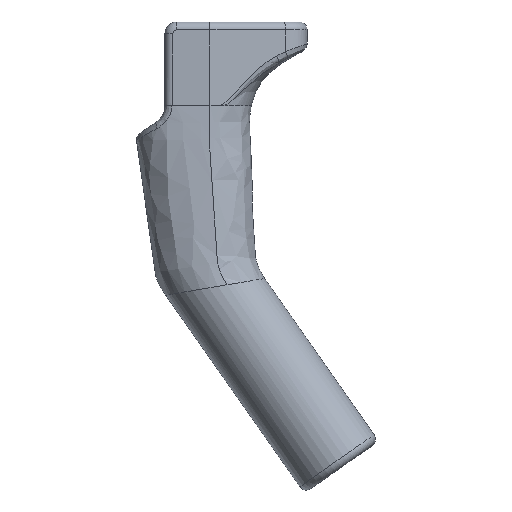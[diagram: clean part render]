
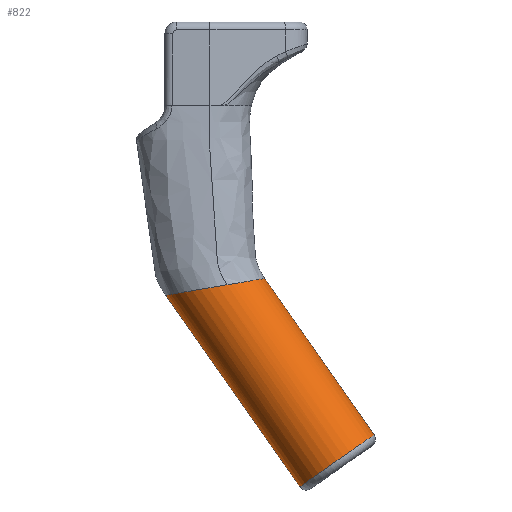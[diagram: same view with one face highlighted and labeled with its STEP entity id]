
A CAD part, front view. The second image highlights one B-rep face of the part: STEP entity #822.
In plain terms, the highlighted cylindrical face has radius 8.826 mm (diameter 17.653 mm), a partial arc.
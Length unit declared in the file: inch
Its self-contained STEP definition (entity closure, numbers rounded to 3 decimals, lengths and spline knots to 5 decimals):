
#12 = EDGE_LOOP ( 'NONE', ( #2282, #468, #2483, #3318, #973, #1854 ) ) ;
#155 = CARTESIAN_POINT ( 'NONE',  ( 0.14738, -0.32802, -2.00908 ) ) ;
#178 = DIRECTION ( 'NONE',  ( -0.574, 0., 0.819 ) ) ;
#223 = CYLINDRICAL_SURFACE ( 'NONE', #2856, 0.3475 ) ;
#348 =( BOUNDED_CURVE ( )  B_SPLINE_CURVE ( 3, ( #740, #1861, #2986, #462 ),
 .UNSPECIFIED., .F., .F. ) 
 B_SPLINE_CURVE_WITH_KNOTS ( ( 4, 4 ),
 ( 3.14159, 4.13339 ),
 .UNSPECIFIED. ) 
 CURVE ( )  GEOMETRIC_REPRESENTATION_ITEM ( )  RATIONAL_B_SPLINE_CURVE ( ( 1., 0.92, 0.92, 1. ) ) 
 REPRESENTATION_ITEM ( '' )  );
#462 = CARTESIAN_POINT ( 'NONE',  ( 0.22255, -0.29089, -1.99629 ) ) ;
#468 = ORIENTED_EDGE ( 'NONE', *, *, #787, .T. ) ;
#470 =( BOUNDED_CURVE ( )  B_SPLINE_CURVE ( 3, ( #1560, #2683, #155, #1284 ),
 .UNSPECIFIED., .F., .T. ) 
 B_SPLINE_CURVE_WITH_KNOTS ( ( 4, 4 ),
 ( 4.13339, 4.47085 ),
 .UNSPECIFIED. ) 
 CURVE ( )  GEOMETRIC_REPRESENTATION_ITEM ( )  RATIONAL_B_SPLINE_CURVE ( ( 1., 0.991, 0.991, 1. ) ) 
 REPRESENTATION_ITEM ( '' )  );
#480 = CARTESIAN_POINT ( 'NONE',  ( 0.10578, -0.33744, -2.01611 ) ) ;
#556 = VECTOR ( 'NONE', #178, 39.37008 ) ;
#558 = EDGE_CURVE ( 'NONE', #2953, #2855, #1582, .T. ) ;
#615 = AXIS2_PLACEMENT_3D ( 'NONE', #3563, #1029, #2156 ) ;
#709 = CARTESIAN_POINT ( 'NONE',  ( 0.22255, -0.29089, -1.99629 ) ) ;
#726 = EDGE_CURVE ( 'NONE', #2855, #2964, #348, .T. ) ;
#729 =( BOUNDED_CURVE ( )  B_SPLINE_CURVE ( 3, ( #2525, #3644, #1120, #2239 ),
 .UNSPECIFIED., .F., .F. ) 
 B_SPLINE_CURVE_WITH_KNOTS ( ( 4, 4 ),
 ( 4.47085, 6.28319 ),
 .UNSPECIFIED. ) 
 CURVE ( )  GEOMETRIC_REPRESENTATION_ITEM ( )  RATIONAL_B_SPLINE_CURVE ( ( 1., 0.745, 0.745, 1. ) ) 
 REPRESENTATION_ITEM ( '' )  );
#740 = CARTESIAN_POINT ( 'NONE',  ( 0.39421, 0., -1.96714 ) ) ;
#787 = EDGE_CURVE ( 'NONE', #1039, #2953, #3623, .T. ) ;
#822 = ADVANCED_FACE ( 'NONE', ( #2751 ), #223, .T. ) ;
#874 = DIRECTION ( 'NONE',  ( -0.574, 0., 0.819 ) ) ;
#926 = EDGE_CURVE ( 'NONE', #2279, #3573, #729, .T. ) ;
#973 = ORIENTED_EDGE ( 'NONE', *, *, #2998, .T. ) ;
#1029 = DIRECTION ( 'NONE',  ( -0.574, 0., 0.819 ) ) ;
#1039 = VERTEX_POINT ( 'NONE', #2251 ) ;
#1080 = EDGE_CURVE ( 'NONE', #1039, #3573, #2272, .T. ) ;
#1120 = CARTESIAN_POINT ( 'NONE',  ( -0.36402, -0.24493, -2.09597 ) ) ;
#1284 = CARTESIAN_POINT ( 'NONE',  ( 0.10578, -0.33744, -2.01611 ) ) ;
#1342 = VECTOR ( 'NONE', #874, 39.37008 ) ;
#1354 = CARTESIAN_POINT ( 'NONE',  ( 1.01647, 0., -3.46167 ) ) ;
#1429 = CARTESIAN_POINT ( 'NONE',  ( -0.36402, 0., -2.09597 ) ) ;
#1560 = CARTESIAN_POINT ( 'NONE',  ( 0.22255, -0.29089, -1.99629 ) ) ;
#1582 = LINE ( 'NONE', #2705, #556 ) ;
#1854 = ORIENTED_EDGE ( 'NONE', *, *, #926, .T. ) ;
#1861 = CARTESIAN_POINT ( 'NONE',  ( 0.39421, -0.11986, -1.96714 ) ) ;
#2156 = DIRECTION ( 'NONE',  ( 0.819, 0., 0.574 ) ) ;
#2239 = CARTESIAN_POINT ( 'NONE',  ( -0.36402, 0., -2.09597 ) ) ;
#2251 = CARTESIAN_POINT ( 'NONE',  ( 0.66461, 0., -3.56501 ) ) ;
#2272 = LINE ( 'NONE', #3402, #1342 ) ;
#2279 = VERTEX_POINT ( 'NONE', #480 ) ;
#2282 = ORIENTED_EDGE ( 'NONE', *, *, #1080, .F. ) ;
#2474 = DIRECTION ( 'NONE',  ( -0.574, 0., 0.819 ) ) ;
#2483 = ORIENTED_EDGE ( 'NONE', *, *, #558, .T. ) ;
#2525 = CARTESIAN_POINT ( 'NONE',  ( 0.10578, -0.33744, -2.01611 ) ) ;
#2683 = CARTESIAN_POINT ( 'NONE',  ( 0.18667, -0.31235, -2.0024 ) ) ;
#2705 = CARTESIAN_POINT ( 'NONE',  ( 1.30113, 0., -3.26235 ) ) ;
#2751 = FACE_OUTER_BOUND ( 'NONE', #12, .T. ) ;
#2855 = VERTEX_POINT ( 'NONE', #2921 ) ;
#2856 = AXIS2_PLACEMENT_3D ( 'NONE', #1354, #2474, #3601 ) ;
#2921 = CARTESIAN_POINT ( 'NONE',  ( 0.39421, 0., -1.96714 ) ) ;
#2953 = VERTEX_POINT ( 'NONE', #3515 ) ;
#2964 = VERTEX_POINT ( 'NONE', #709 ) ;
#2986 = CARTESIAN_POINT ( 'NONE',  ( 0.33199, -0.22528, -1.97771 ) ) ;
#2998 = EDGE_CURVE ( 'NONE', #2964, #2279, #470, .T. ) ;
#3318 = ORIENTED_EDGE ( 'NONE', *, *, #726, .T. ) ;
#3402 = CARTESIAN_POINT ( 'NONE',  ( 0.73182, 0., -3.66099 ) ) ;
#3515 = CARTESIAN_POINT ( 'NONE',  ( 1.23392, 0., -3.16638 ) ) ;
#3563 = CARTESIAN_POINT ( 'NONE',  ( 0.94927, 0., -3.3657 ) ) ;
#3573 = VERTEX_POINT ( 'NONE', #1429 ) ;
#3601 = DIRECTION ( 'NONE',  ( 0.819, 0., 0.574 ) ) ;
#3623 = CIRCLE ( 'NONE', #615, 0.3475 ) ;
#3644 = CARTESIAN_POINT ( 'NONE',  ( -0.15368, -0.396, -2.06023 ) ) ;
